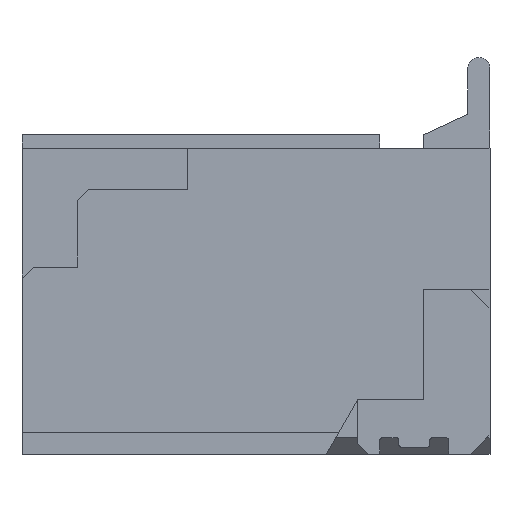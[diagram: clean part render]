
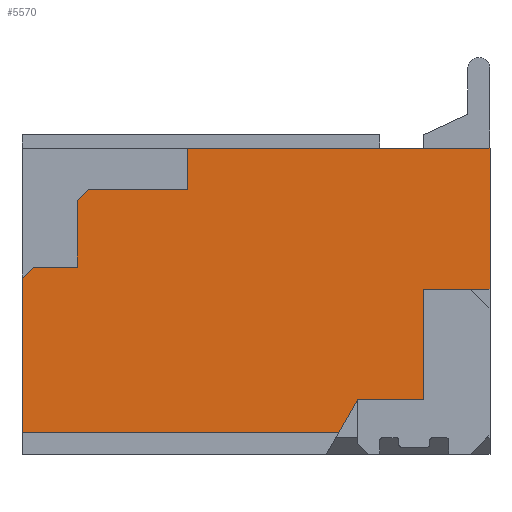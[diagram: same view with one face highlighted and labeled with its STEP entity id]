
A CAD part, left-side view. The second image highlights one B-rep face of the part: STEP entity #5570.
In plain terms, the highlighted planar face has unit normal (-1, 0, 0).
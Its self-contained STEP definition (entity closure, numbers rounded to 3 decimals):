
#95 = ORIENTED_EDGE ( 'NONE', *, *, #575, .T. ) ;
#164 = ORIENTED_EDGE ( 'NONE', *, *, #2938, .F. ) ;
#366 = CARTESIAN_POINT ( 'NONE',  ( -2., 0., 1.33 ) ) ;
#367 = CARTESIAN_POINT ( 'NONE',  ( -2., 3.75, 0.85 ) ) ;
#372 = DIRECTION ( 'NONE',  ( -1., 0., 0. ) ) ;
#374 = CARTESIAN_POINT ( 'NONE',  ( -2., 4.15, 0.25 ) ) ;
#466 = DIRECTION ( 'NONE',  ( 0., 0., -1. ) ) ;
#541 = VERTEX_POINT ( 'NONE', #5528 ) ;
#574 = ORIENTED_EDGE ( 'NONE', *, *, #5595, .F. ) ;
#575 = EDGE_CURVE ( 'NONE', #947, #3744, #1850, .T. ) ;
#586 = ORIENTED_EDGE ( 'NONE', *, *, #2568, .F. ) ;
#725 = ORIENTED_EDGE ( 'NONE', *, *, #4853, .F. ) ;
#784 = CARTESIAN_POINT ( 'NONE',  ( -2., 1.373, -1.25 ) ) ;
#786 = CARTESIAN_POINT ( 'NONE',  ( -2., 3.75, 0.25 ) ) ;
#799 = CARTESIAN_POINT ( 'NONE',  ( -2., 3.65, 0.95 ) ) ;
#815 = DIRECTION ( 'NONE',  ( 0., -1., 0. ) ) ;
#853 = VERTEX_POINT ( 'NONE', #374 ) ;
#864 = CARTESIAN_POINT ( 'NONE',  ( -2., 0.6, 0. ) ) ;
#947 = VERTEX_POINT ( 'NONE', #799 ) ;
#1003 = CARTESIAN_POINT ( 'NONE',  ( -2., 0.6, -0.95 ) ) ;
#1086 = ORIENTED_EDGE ( 'NONE', *, *, #3282, .T. ) ;
#1150 = VECTOR ( 'NONE', #1847, 1000. ) ;
#1232 = EDGE_CURVE ( 'NONE', #853, #2602, #1759, .T. ) ;
#1261 = ORIENTED_EDGE ( 'NONE', *, *, #1232, .T. ) ;
#1513 = DIRECTION ( 'NONE',  ( 0., 0., -1. ) ) ;
#1526 = VERTEX_POINT ( 'NONE', #3272 ) ;
#1553 = VECTOR ( 'NONE', #6697, 1000. ) ;
#1603 = CARTESIAN_POINT ( 'NONE',  ( -2., 2.75, 0. ) ) ;
#1640 = VECTOR ( 'NONE', #3526, 1000. ) ;
#1728 = VECTOR ( 'NONE', #4617, 1000. ) ;
#1752 = CARTESIAN_POINT ( 'NONE',  ( -2., 0., -0.95 ) ) ;
#1759 = LINE ( 'NONE', #3888, #2512 ) ;
#1789 = VERTEX_POINT ( 'NONE', #4244 ) ;
#1792 = ORIENTED_EDGE ( 'NONE', *, *, #2189, .F. ) ;
#1847 = DIRECTION ( 'NONE',  ( 0., 1., 0. ) ) ;
#1850 = LINE ( 'NONE', #1952, #3872 ) ;
#1877 = VECTOR ( 'NONE', #5052, 1000. ) ;
#1916 = ORIENTED_EDGE ( 'NONE', *, *, #2237, .T. ) ;
#1952 = CARTESIAN_POINT ( 'NONE',  ( -2., 2.3, 2.3 ) ) ;
#2046 = CARTESIAN_POINT ( 'NONE',  ( -2., 3.75, 0. ) ) ;
#2186 = VERTEX_POINT ( 'NONE', #5072 ) ;
#2189 = EDGE_CURVE ( 'NONE', #2186, #6858, #3012, .T. ) ;
#2204 = LINE ( 'NONE', #6473, #4411 ) ;
#2237 = EDGE_CURVE ( 'NONE', #3744, #4133, #3224, .T. ) ;
#2361 = PLANE ( 'NONE',  #5236 ) ;
#2416 = CARTESIAN_POINT ( 'NONE',  ( -2., 4.25, 0.15 ) ) ;
#2443 = DIRECTION ( 'NONE',  ( 0., 0.707, -0.707 ) ) ;
#2486 = CARTESIAN_POINT ( 'NONE',  ( -2., 2.75, 1.33 ) ) ;
#2512 = VECTOR ( 'NONE', #3352, 1000. ) ;
#2568 = EDGE_CURVE ( 'NONE', #2815, #1526, #5105, .T. ) ;
#2602 = VERTEX_POINT ( 'NONE', #2416 ) ;
#2814 = EDGE_CURVE ( 'NONE', #6858, #6410, #3378, .T. ) ;
#2815 = VERTEX_POINT ( 'NONE', #3772 ) ;
#2886 = DIRECTION ( 'NONE',  ( 0., 1., 0. ) ) ;
#2921 = VERTEX_POINT ( 'NONE', #784 ) ;
#2938 = EDGE_CURVE ( 'NONE', #4488, #2815, #5556, .T. ) ;
#2972 = DIRECTION ( 'NONE',  ( 0., 0., -1. ) ) ;
#3003 = EDGE_CURVE ( 'NONE', #4488, #541, #5784, .T. ) ;
#3012 = LINE ( 'NONE', #864, #5948 ) ;
#3021 = LINE ( 'NONE', #6226, #1877 ) ;
#3060 = VECTOR ( 'NONE', #466, 1000. ) ;
#3218 = EDGE_CURVE ( 'NONE', #4133, #853, #2204, .T. ) ;
#3224 = LINE ( 'NONE', #2046, #4613 ) ;
#3230 = CARTESIAN_POINT ( 'NONE',  ( -2., 1.2, -0.95 ) ) ;
#3268 = ORIENTED_EDGE ( 'NONE', *, *, #3003, .T. ) ;
#3272 = CARTESIAN_POINT ( 'NONE',  ( -2., 0., 0.05 ) ) ;
#3282 = EDGE_CURVE ( 'NONE', #541, #947, #4990, .T. ) ;
#3301 = ORIENTED_EDGE ( 'NONE', *, *, #3768, .T. ) ;
#3352 = DIRECTION ( 'NONE',  ( 0., 0.707, -0.707 ) ) ;
#3378 = LINE ( 'NONE', #1752, #6095 ) ;
#3429 = LINE ( 'NONE', #5572, #1553 ) ;
#3462 = ORIENTED_EDGE ( 'NONE', *, *, #6192, .F. ) ;
#3526 = DIRECTION ( 'NONE',  ( 0., -1., 0. ) ) ;
#3744 = VERTEX_POINT ( 'NONE', #367 ) ;
#3768 = EDGE_CURVE ( 'NONE', #1789, #2921, #5107, .T. ) ;
#3772 = CARTESIAN_POINT ( 'NONE',  ( -2., 0., 1.33 ) ) ;
#3872 = VECTOR ( 'NONE', #2443, 1000. ) ;
#3888 = CARTESIAN_POINT ( 'NONE',  ( -2., 2.2, 2.2 ) ) ;
#4133 = VERTEX_POINT ( 'NONE', #786 ) ;
#4244 = CARTESIAN_POINT ( 'NONE',  ( -2., 4.25, -1.25 ) ) ;
#4361 = CARTESIAN_POINT ( 'NONE',  ( -2., 0., 0.05 ) ) ;
#4411 = VECTOR ( 'NONE', #5446, 1000. ) ;
#4488 = VERTEX_POINT ( 'NONE', #2486 ) ;
#4613 = VECTOR ( 'NONE', #1513, 1000. ) ;
#4617 = DIRECTION ( 'NONE',  ( 0., 0., -1. ) ) ;
#4791 = ORIENTED_EDGE ( 'NONE', *, *, #2814, .F. ) ;
#4853 = EDGE_CURVE ( 'NONE', #6410, #2921, #3021, .T. ) ;
#4990 = LINE ( 'NONE', #6605, #1150 ) ;
#5039 = CARTESIAN_POINT ( 'NONE',  ( -2., 0., 0. ) ) ;
#5052 = DIRECTION ( 'NONE',  ( 0., 0.5, -0.866 ) ) ;
#5072 = CARTESIAN_POINT ( 'NONE',  ( -2., 0.6, 0.05 ) ) ;
#5105 = LINE ( 'NONE', #366, #1728 ) ;
#5107 = LINE ( 'NONE', #6694, #1640 ) ;
#5112 = FACE_OUTER_BOUND ( 'NONE', #6766, .T. ) ;
#5236 = AXIS2_PLACEMENT_3D ( 'NONE', #5039, #372, #6176 ) ;
#5340 = VECTOR ( 'NONE', #815, 1000. ) ;
#5446 = DIRECTION ( 'NONE',  ( 0., 1., 0. ) ) ;
#5483 = LINE ( 'NONE', #4361, #6436 ) ;
#5503 = ORIENTED_EDGE ( 'NONE', *, *, #3218, .T. ) ;
#5524 = DIRECTION ( 'NONE',  ( 0., 1., 0. ) ) ;
#5528 = CARTESIAN_POINT ( 'NONE',  ( -2., 2.75, 0.95 ) ) ;
#5556 = LINE ( 'NONE', #5589, #5340 ) ;
#5570 = ADVANCED_FACE ( 'NONE', ( #5112 ), #2361, .T. ) ;
#5572 = CARTESIAN_POINT ( 'NONE',  ( -2., 4.25, 1.45 ) ) ;
#5589 = CARTESIAN_POINT ( 'NONE',  ( -2., 1., 1.33 ) ) ;
#5595 = EDGE_CURVE ( 'NONE', #1789, #2602, #3429, .T. ) ;
#5784 = LINE ( 'NONE', #1603, #3060 ) ;
#5948 = VECTOR ( 'NONE', #2972, 1000. ) ;
#6095 = VECTOR ( 'NONE', #5524, 1000. ) ;
#6176 = DIRECTION ( 'NONE',  ( 0., 0., 1. ) ) ;
#6192 = EDGE_CURVE ( 'NONE', #1526, #2186, #5483, .T. ) ;
#6226 = CARTESIAN_POINT ( 'NONE',  ( -2., 0.489, 0.282 ) ) ;
#6410 = VERTEX_POINT ( 'NONE', #3230 ) ;
#6436 = VECTOR ( 'NONE', #2886, 1000. ) ;
#6473 = CARTESIAN_POINT ( 'NONE',  ( -2., 0., 0.25 ) ) ;
#6605 = CARTESIAN_POINT ( 'NONE',  ( -2., 0., 0.95 ) ) ;
#6694 = CARTESIAN_POINT ( 'NONE',  ( -2., 0., -1.25 ) ) ;
#6697 = DIRECTION ( 'NONE',  ( 0., 0., 1. ) ) ;
#6766 = EDGE_LOOP ( 'NONE', ( #574, #3301, #725, #4791, #1792, #3462, #586, #164, #3268, #1086, #95, #1916, #5503, #1261 ) ) ;
#6858 = VERTEX_POINT ( 'NONE', #1003 ) ;
